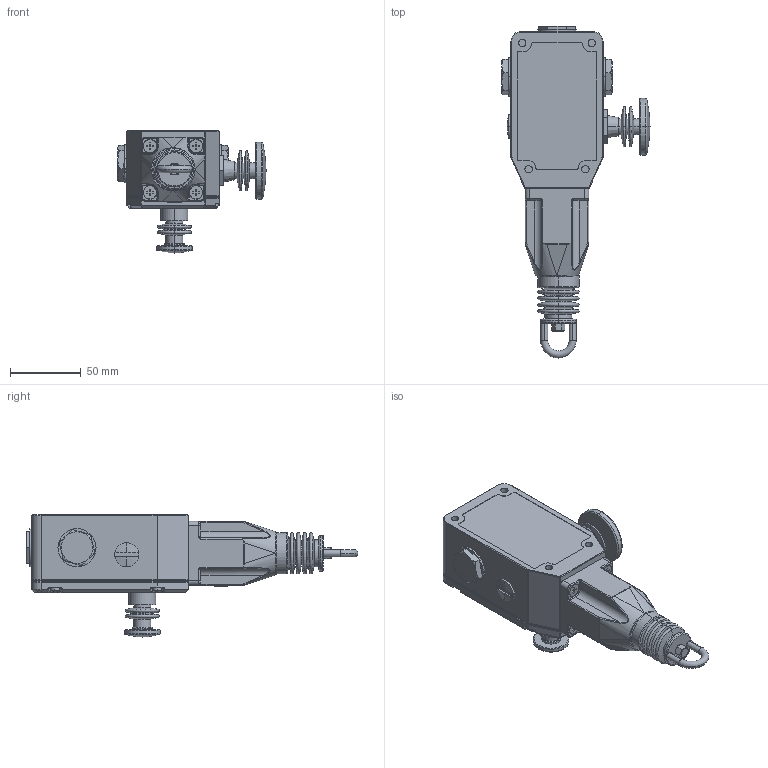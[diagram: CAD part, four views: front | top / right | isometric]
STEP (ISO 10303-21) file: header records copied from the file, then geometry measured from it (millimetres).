
FILE_DESCRIPTION (( 'STEP AP214' ), '1' );
FILE_NAME ('GLS-SS-144014.STEP', '2014-06-19T15:30:09', ( '' ), ( '' ), 'SwSTEP 2.0', 'SolidWorks 2013', '' );
FILE_SCHEMA (( 'AUTOMOTIVE_DESIGN' ));
Length unit declared in the file: millimetre
Products named in the file (1): GLS-SS-144014
Bounding box: 104.37 x 233.8 x 86 mm (x, y, z)
Volume: 510903 mm3; surface area: 62560.4 mm2
Topology: 2 solids, 2 shells, 664 faces, 1528 edges, 882 vertices
Faces by surface type: cylinder 230, plane 201, torus 104, sphere 53, bspline 38, cone 38
Entity records: 26116 total; most frequent: CARTESIAN_POINT 5630, DIRECTION 3347, ORIENTED_EDGE 3006, EDGE_CURVE 1503, AXIS2_PLACEMENT_3D 1340, VERTEX_POINT 881, CIRCLE 713, EDGE_LOOP 706
